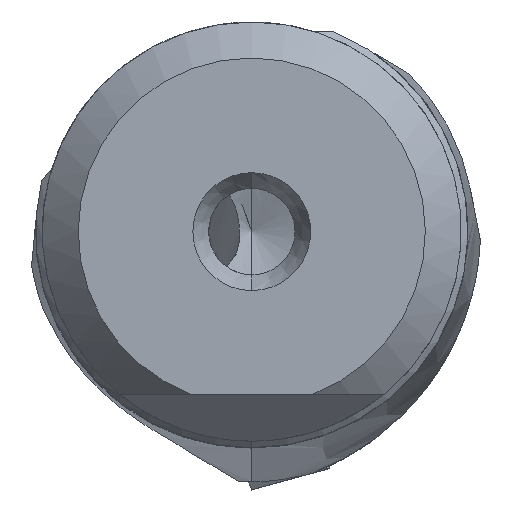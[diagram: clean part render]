
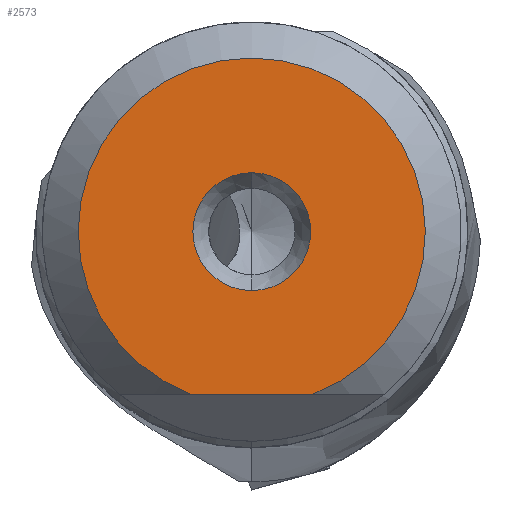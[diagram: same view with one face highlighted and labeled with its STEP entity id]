
A CAD part, left-side view. The second image highlights one B-rep face of the part: STEP entity #2573.
In plain terms, the highlighted planar face has unit normal (-1, 0, 0).
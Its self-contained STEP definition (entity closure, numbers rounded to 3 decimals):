
#1093 = EDGE_CURVE ( 'NONE', #23784, #5759, #10593, .T. ) ;
#2573 = ADVANCED_FACE ( 'NONE', ( #19196, #9820 ), #2844, .F. ) ;
#2844 = PLANE ( 'NONE',  #9443 ) ;
#3310 = DIRECTION ( 'NONE',  ( -1., 0., 0. ) ) ;
#4165 = LINE ( 'NONE', #10853, #20105 ) ;
#4492 = ORIENTED_EDGE ( 'NONE', *, *, #10762, .T. ) ;
#5512 = CARTESIAN_POINT ( 'NONE',  ( 0., 2.25, 0. ) ) ;
#5732 = DIRECTION ( 'NONE',  ( 0., 0., 1. ) ) ;
#5759 = VERTEX_POINT ( 'NONE', #11961 ) ;
#6431 = DIRECTION ( 'NONE',  ( -1., 0., 0. ) ) ;
#6455 = EDGE_LOOP ( 'NONE', ( #28476, #23872 ) ) ;
#7733 = AXIS2_PLACEMENT_3D ( 'NONE', #26815, #6431, #11033 ) ;
#8364 = EDGE_CURVE ( 'NONE', #5759, #23784, #13514, .T. ) ;
#8545 = VERTEX_POINT ( 'NONE', #24696 ) ;
#9443 = AXIS2_PLACEMENT_3D ( 'NONE', #5512, #12047, #11753 ) ;
#9820 = FACE_OUTER_BOUND ( 'NONE', #29079, .T. ) ;
#10593 = CIRCLE ( 'NONE', #7733, 2.25 ) ;
#10762 = EDGE_CURVE ( 'NONE', #21539, #8545, #18993, .T. ) ;
#10853 = CARTESIAN_POINT ( 'NONE',  ( 0., 2.25, -6.2 ) ) ;
#11033 = DIRECTION ( 'NONE',  ( 0., 0., 1. ) ) ;
#11753 = DIRECTION ( 'NONE',  ( 0., 0., -1. ) ) ;
#11961 = CARTESIAN_POINT ( 'NONE',  ( 0., 0., -2.25 ) ) ;
#12047 = DIRECTION ( 'NONE',  ( 1., 0., 0. ) ) ;
#13514 = CIRCLE ( 'NONE', #16834, 2.25 ) ;
#14085 = EDGE_CURVE ( 'NONE', #8545, #21539, #4165, .T. ) ;
#16834 = AXIS2_PLACEMENT_3D ( 'NONE', #19668, #3310, #28168 ) ;
#18993 = CIRCLE ( 'NONE', #23760, 6.625 ) ;
#19196 = FACE_BOUND ( 'NONE', #6455, .T. ) ;
#19668 = CARTESIAN_POINT ( 'NONE',  ( 0., 0., 0. ) ) ;
#20105 = VECTOR ( 'NONE', #25126, 1000. ) ;
#21482 = DIRECTION ( 'NONE',  ( -1., 0., 0. ) ) ;
#21539 = VERTEX_POINT ( 'NONE', #23923 ) ;
#23760 = AXIS2_PLACEMENT_3D ( 'NONE', #26116, #21482, #5732 ) ;
#23784 = VERTEX_POINT ( 'NONE', #24748 ) ;
#23872 = ORIENTED_EDGE ( 'NONE', *, *, #8364, .F. ) ;
#23923 = CARTESIAN_POINT ( 'NONE',  ( 0., -2.335, -6.2 ) ) ;
#24696 = CARTESIAN_POINT ( 'NONE',  ( 0., 2.335, -6.2 ) ) ;
#24748 = CARTESIAN_POINT ( 'NONE',  ( 0., 0., 2.25 ) ) ;
#25126 = DIRECTION ( 'NONE',  ( 0., -1., 0. ) ) ;
#26116 = CARTESIAN_POINT ( 'NONE',  ( 0., 0., 0. ) ) ;
#26815 = CARTESIAN_POINT ( 'NONE',  ( 0., 0., 0. ) ) ;
#28168 = DIRECTION ( 'NONE',  ( 0., 0., 1. ) ) ;
#28476 = ORIENTED_EDGE ( 'NONE', *, *, #1093, .F. ) ;
#29079 = EDGE_LOOP ( 'NONE', ( #4492, #29296 ) ) ;
#29296 = ORIENTED_EDGE ( 'NONE', *, *, #14085, .T. ) ;
